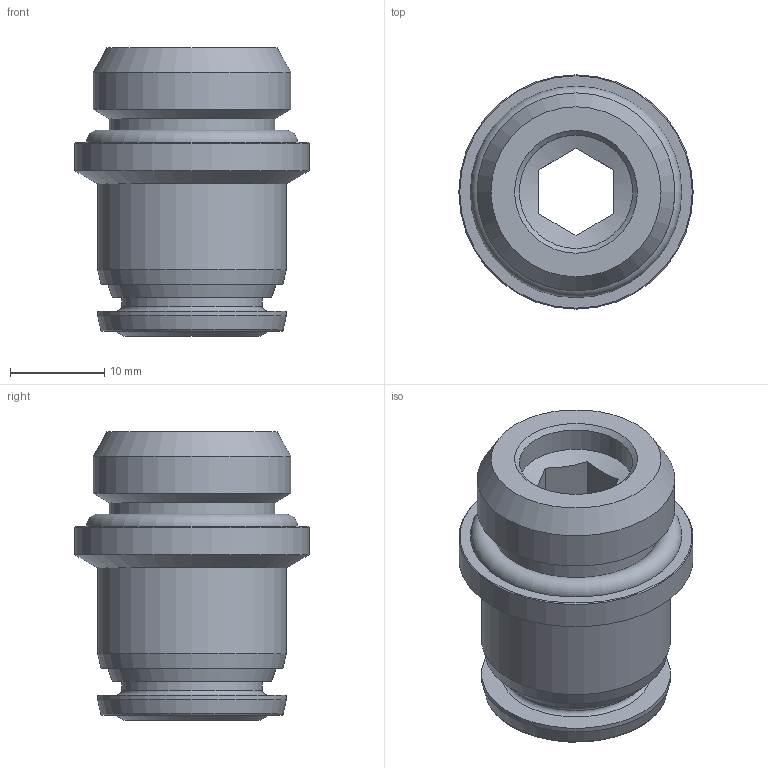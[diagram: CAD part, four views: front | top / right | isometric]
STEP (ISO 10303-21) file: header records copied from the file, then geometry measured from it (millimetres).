
FILE_DESCRIPTION(/* description */ ('STEP AP214'),/* implementation_level */ '2;1');
FILE_NAME(/* name */ '8085669_NPQR-DK-G12-Q12',/* time_stamp */ '2024-09-10T11:00:38+02:00',/* author */ ('License CC BY-ND 4.0'),/* organization */ ('CADENAS'),/* preprocessor_version */ 'ST-DEVELOPER v19.3',/* originating_system */ 'PARTsolutions',/* authorisation */ ' ');
FILE_SCHEMA (('AUTOMOTIVE_DESIGN {1 0 10303 214 3 1 1}'));
Length unit declared in the file: millimetre
Products named in the file (1): 8085669 NPQR-DK-G12-Q12---(high)
Bounding box: 24.8 x 24.8 x 30.5 mm (x, y, z)
Volume: 6648.9 mm3; surface area: 4069.8 mm2
Topology: 1 solids, 1 shells, 37 faces, 73 edges, 44 vertices
Faces by surface type: plane 14, cone 11, cylinder 8, torus 4
Full cylindrical faces by diameter (mm): 12 x2, 14.9 x1, 17.5 x1, 20 x2, 20.955 x1, 24.8 x1
Entity records: 1111 total; most frequent: CARTESIAN_POINT 152, DIRECTION 148, ORIENTED_EDGE 96, EDGE_LOOP 68, FACE_BOUND 68, AXIS2_PLACEMENT_3D 68, EDGE_CURVE 48, VERTEX_POINT 42
